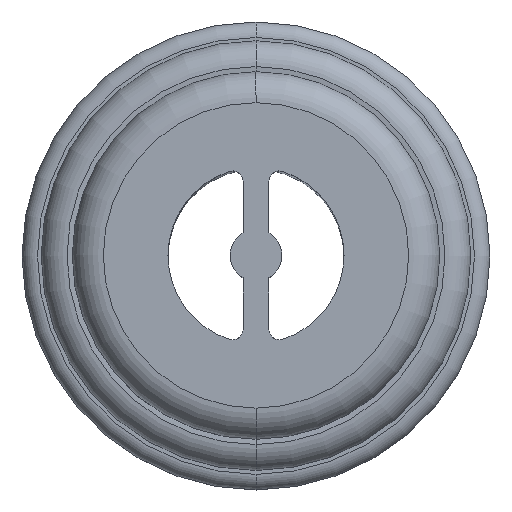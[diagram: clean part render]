
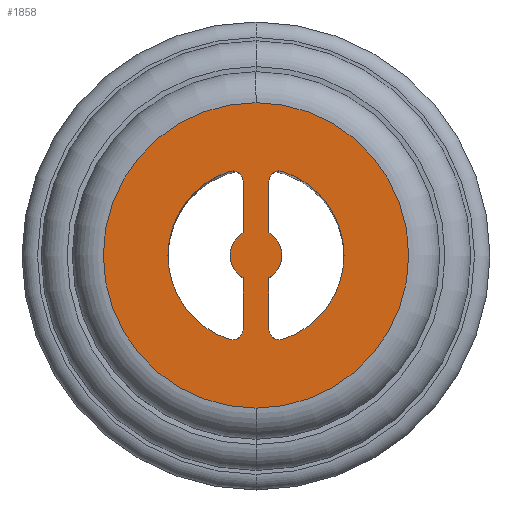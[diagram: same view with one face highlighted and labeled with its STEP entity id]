
A CAD part, top view. The second image highlights one B-rep face of the part: STEP entity #1858.
In plain terms, the highlighted planar face has unit normal (0, 0, 1).
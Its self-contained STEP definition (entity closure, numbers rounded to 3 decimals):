
#1704=AXIS2_PLACEMENT_3D('Circle Axis2P3D',#1702,#1703,$) ;
#1723=AXIS2_PLACEMENT_3D('Circle Axis2P3D',#1721,#1722,$) ;
#1736=AXIS2_PLACEMENT_3D('Plane Axis2P3D',#1733,#1734,#1735) ;
#1753=AXIS2_PLACEMENT_3D('Circle Axis2P3D',#1751,#1752,$) ;
#1760=AXIS2_PLACEMENT_3D('Circle Axis2P3D',#1758,#1759,$) ;
#1767=AXIS2_PLACEMENT_3D('Circle Axis2P3D',#1765,#1766,$) ;
#1774=AXIS2_PLACEMENT_3D('Circle Axis2P3D',#1772,#1773,$) ;
#1788=AXIS2_PLACEMENT_3D('Circle Axis2P3D',#1786,#1787,$) ;
#1811=AXIS2_PLACEMENT_3D('Circle Axis2P3D',#1809,#1810,$) ;
#1818=AXIS2_PLACEMENT_3D('Circle Axis2P3D',#1816,#1817,$) ;
#1825=AXIS2_PLACEMENT_3D('Circle Axis2P3D',#1823,#1824,$) ;
#1832=AXIS2_PLACEMENT_3D('Circle Axis2P3D',#1830,#1831,$) ;
#1846=AXIS2_PLACEMENT_3D('Circle Axis2P3D',#1844,#1845,$) ;
#1699=CARTESIAN_POINT('Vertex',(5.74,1.994,25.683)) ;
#1702=CARTESIAN_POINT('Axis2P3D Location',(5.74,5.74,25.683)) ;
#1706=CARTESIAN_POINT('Vertex',(5.74,9.487,25.683)) ;
#1721=CARTESIAN_POINT('Axis2P3D Location',(5.74,5.74,25.683)) ;
#1733=CARTESIAN_POINT('Axis2P3D Location',(5.74,9.487,25.683)) ;
#1742=CARTESIAN_POINT('Line Origine',(6.058,6.924,25.683)) ;
#1746=CARTESIAN_POINT('Vertex',(6.058,7.558,25.683)) ;
#1748=CARTESIAN_POINT('Vertex',(6.058,6.29,25.683)) ;
#1751=CARTESIAN_POINT('Axis2P3D Location',(6.312,7.557,25.683)) ;
#1755=CARTESIAN_POINT('Vertex',(6.388,7.8,25.683)) ;
#1758=CARTESIAN_POINT('Axis2P3D Location',(5.74,5.74,25.683)) ;
#1762=CARTESIAN_POINT('Vertex',(7.899,5.74,25.683)) ;
#1765=CARTESIAN_POINT('Axis2P3D Location',(5.74,5.741,25.683)) ;
#1769=CARTESIAN_POINT('Vertex',(6.388,3.681,25.683)) ;
#1772=CARTESIAN_POINT('Axis2P3D Location',(6.312,3.923,25.683)) ;
#1776=CARTESIAN_POINT('Vertex',(6.058,3.923,25.683)) ;
#1779=CARTESIAN_POINT('Line Origine',(6.058,4.557,25.683)) ;
#1783=CARTESIAN_POINT('Vertex',(6.058,5.19,25.683)) ;
#1786=CARTESIAN_POINT('Axis2P3D Location',(5.74,5.74,25.683)) ;
#1800=CARTESIAN_POINT('Line Origine',(5.423,4.557,25.683)) ;
#1804=CARTESIAN_POINT('Vertex',(5.423,3.923,25.683)) ;
#1806=CARTESIAN_POINT('Vertex',(5.423,5.19,25.683)) ;
#1809=CARTESIAN_POINT('Axis2P3D Location',(5.169,3.923,25.683)) ;
#1813=CARTESIAN_POINT('Vertex',(5.093,3.681,25.683)) ;
#1816=CARTESIAN_POINT('Axis2P3D Location',(5.741,5.741,25.683)) ;
#1820=CARTESIAN_POINT('Vertex',(3.581,5.74,25.683)) ;
#1823=CARTESIAN_POINT('Axis2P3D Location',(5.741,5.74,25.683)) ;
#1827=CARTESIAN_POINT('Vertex',(5.093,7.8,25.683)) ;
#1830=CARTESIAN_POINT('Axis2P3D Location',(5.169,7.557,25.683)) ;
#1834=CARTESIAN_POINT('Vertex',(5.423,7.558,25.683)) ;
#1837=CARTESIAN_POINT('Line Origine',(5.423,6.924,25.683)) ;
#1841=CARTESIAN_POINT('Vertex',(5.423,6.29,25.683)) ;
#1844=CARTESIAN_POINT('Axis2P3D Location',(5.74,5.74,25.683)) ;
#1703=DIRECTION('Axis2P3D Direction',(0.,0.,-1.)) ;
#1722=DIRECTION('Axis2P3D Direction',(0.,0.,-1.)) ;
#1734=DIRECTION('Axis2P3D Direction',(0.,0.,-1.)) ;
#1735=DIRECTION('Axis2P3D XDirection',(1.,0.,0.)) ;
#1743=DIRECTION('Vector Direction',(0.,-1.,0.)) ;
#1752=DIRECTION('Axis2P3D Direction',(0.,0.,-1.)) ;
#1759=DIRECTION('Axis2P3D Direction',(0.,0.,-1.)) ;
#1766=DIRECTION('Axis2P3D Direction',(0.,0.,-1.)) ;
#1773=DIRECTION('Axis2P3D Direction',(0.,0.,-1.)) ;
#1780=DIRECTION('Vector Direction',(0.,-1.,0.)) ;
#1787=DIRECTION('Axis2P3D Direction',(0.,0.,-1.)) ;
#1801=DIRECTION('Vector Direction',(0.,1.,0.)) ;
#1810=DIRECTION('Axis2P3D Direction',(0.,0.,-1.)) ;
#1817=DIRECTION('Axis2P3D Direction',(0.,0.,-1.)) ;
#1824=DIRECTION('Axis2P3D Direction',(0.,0.,-1.)) ;
#1831=DIRECTION('Axis2P3D Direction',(0.,0.,-1.)) ;
#1838=DIRECTION('Vector Direction',(0.,1.,0.)) ;
#1845=DIRECTION('Axis2P3D Direction',(0.,0.,-1.)) ;
#1744=VECTOR('Line Direction',#1743,1.) ;
#1781=VECTOR('Line Direction',#1780,1.) ;
#1802=VECTOR('Line Direction',#1801,1.) ;
#1839=VECTOR('Line Direction',#1838,1.) ;
#1739=ORIENTED_EDGE('',*,*,#1725,.F.) ;
#1740=ORIENTED_EDGE('',*,*,#1708,.F.) ;
#1792=ORIENTED_EDGE('',*,*,#1750,.F.) ;
#1793=ORIENTED_EDGE('',*,*,#1757,.F.) ;
#1794=ORIENTED_EDGE('',*,*,#1764,.F.) ;
#1795=ORIENTED_EDGE('',*,*,#1771,.F.) ;
#1796=ORIENTED_EDGE('',*,*,#1778,.F.) ;
#1797=ORIENTED_EDGE('',*,*,#1785,.F.) ;
#1798=ORIENTED_EDGE('',*,*,#1790,.F.) ;
#1850=ORIENTED_EDGE('',*,*,#1808,.F.) ;
#1851=ORIENTED_EDGE('',*,*,#1815,.F.) ;
#1852=ORIENTED_EDGE('',*,*,#1822,.F.) ;
#1853=ORIENTED_EDGE('',*,*,#1829,.F.) ;
#1854=ORIENTED_EDGE('',*,*,#1836,.F.) ;
#1855=ORIENTED_EDGE('',*,*,#1843,.F.) ;
#1856=ORIENTED_EDGE('',*,*,#1848,.F.) ;
#1799=FACE_BOUND('',#1791,.T.) ;
#1857=FACE_BOUND('',#1849,.T.) ;
#1858=ADVANCED_FACE('Hauptkoerper',(#1741,#1799,#1857),#1737,.F.) ;
#1705=CIRCLE('generated circle',#1704,3.746) ;
#1724=CIRCLE('generated circle',#1723,3.746) ;
#1754=CIRCLE('generated circle',#1753,0.254) ;
#1761=CIRCLE('generated circle',#1760,2.159) ;
#1768=CIRCLE('generated circle',#1767,2.159) ;
#1775=CIRCLE('generated circle',#1774,0.254) ;
#1789=CIRCLE('generated circle',#1788,0.635) ;
#1812=CIRCLE('generated circle',#1811,0.254) ;
#1819=CIRCLE('generated circle',#1818,2.159) ;
#1826=CIRCLE('generated circle',#1825,2.159) ;
#1833=CIRCLE('generated circle',#1832,0.254) ;
#1847=CIRCLE('generated circle',#1846,0.635) ;
#1708=EDGE_CURVE('',#1700,#1707,#1705,.T.) ;
#1725=EDGE_CURVE('',#1707,#1700,#1724,.T.) ;
#1750=EDGE_CURVE('',#1747,#1749,#1745,.T.) ;
#1757=EDGE_CURVE('',#1756,#1747,#1754,.F.) ;
#1764=EDGE_CURVE('',#1763,#1756,#1761,.F.) ;
#1771=EDGE_CURVE('',#1770,#1763,#1768,.F.) ;
#1778=EDGE_CURVE('',#1777,#1770,#1775,.F.) ;
#1785=EDGE_CURVE('',#1784,#1777,#1782,.T.) ;
#1790=EDGE_CURVE('',#1749,#1784,#1789,.T.) ;
#1808=EDGE_CURVE('',#1805,#1807,#1803,.T.) ;
#1815=EDGE_CURVE('',#1814,#1805,#1812,.F.) ;
#1822=EDGE_CURVE('',#1821,#1814,#1819,.F.) ;
#1829=EDGE_CURVE('',#1828,#1821,#1826,.F.) ;
#1836=EDGE_CURVE('',#1835,#1828,#1833,.F.) ;
#1843=EDGE_CURVE('',#1842,#1835,#1840,.T.) ;
#1848=EDGE_CURVE('',#1807,#1842,#1847,.T.) ;
#1738=EDGE_LOOP('',(#1739,#1740)) ;
#1791=EDGE_LOOP('',(#1792,#1793,#1794,#1795,#1796,#1797,#1798)) ;
#1849=EDGE_LOOP('',(#1850,#1851,#1852,#1853,#1854,#1855,#1856)) ;
#1741=FACE_OUTER_BOUND('',#1738,.T.) ;
#1745=LINE('Line',#1742,#1744) ;
#1782=LINE('Line',#1779,#1781) ;
#1803=LINE('Line',#1800,#1802) ;
#1840=LINE('Line',#1837,#1839) ;
#1737=PLANE('',#1736) ;
#1700=VERTEX_POINT('',#1699) ;
#1707=VERTEX_POINT('',#1706) ;
#1747=VERTEX_POINT('',#1746) ;
#1749=VERTEX_POINT('',#1748) ;
#1756=VERTEX_POINT('',#1755) ;
#1763=VERTEX_POINT('',#1762) ;
#1770=VERTEX_POINT('',#1769) ;
#1777=VERTEX_POINT('',#1776) ;
#1784=VERTEX_POINT('',#1783) ;
#1805=VERTEX_POINT('',#1804) ;
#1807=VERTEX_POINT('',#1806) ;
#1814=VERTEX_POINT('',#1813) ;
#1821=VERTEX_POINT('',#1820) ;
#1828=VERTEX_POINT('',#1827) ;
#1835=VERTEX_POINT('',#1834) ;
#1842=VERTEX_POINT('',#1841) ;
